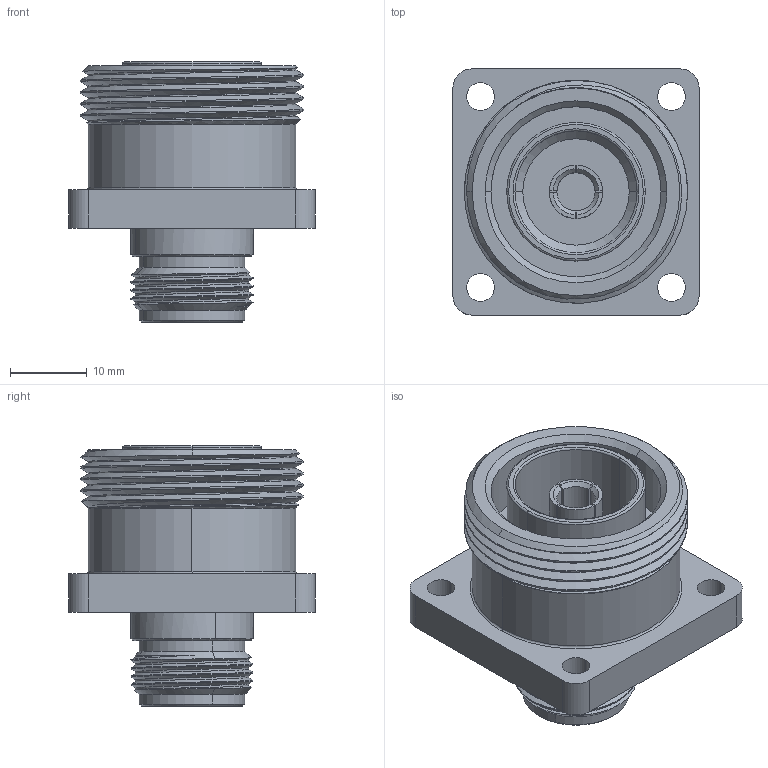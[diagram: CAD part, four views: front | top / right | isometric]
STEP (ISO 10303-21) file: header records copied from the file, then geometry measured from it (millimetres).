
FILE_DESCRIPTION (( 'STEP AP203' ), '1' );
FILE_NAME ('SM4670.step', '2019-02-27T00:37:57', ( '' ), ( '' ), 'SwSTEP 2.0', 'SolidWorks 2017', '' );
FILE_SCHEMA (( 'CONFIG_CONTROL_DESIGN' ));
Length unit declared in the file: inch
Products named in the file (1): SM4670
Bounding box: 32 x 32 x 33.8 mm (x, y, z)
Volume: 12681 mm3; surface area: 7800 mm2
Topology: 1 solids, 1 shells, 152 faces, 393 edges, 255 vertices
Faces by surface type: cylinder 65, plane 46, cone 29, torus 6, bspline 6
Entity records: 7140 total; most frequent: CARTESIAN_POINT 3485, ORIENTED_EDGE 786, DIRECTION 724, EDGE_CURVE 393, AXIS2_PLACEMENT_3D 292, VERTEX_POINT 255, EDGE_LOOP 172, FACE_OUTER_BOUND 152
